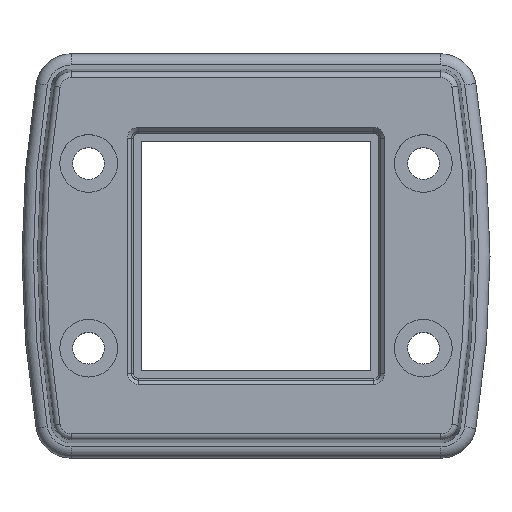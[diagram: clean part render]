
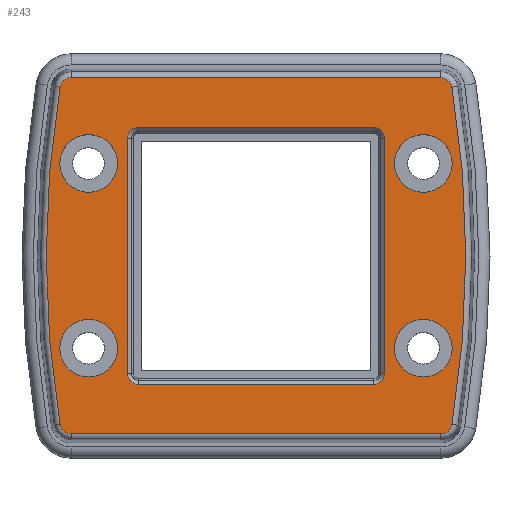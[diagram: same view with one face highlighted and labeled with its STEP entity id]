
A CAD part, top view. The second image highlights one B-rep face of the part: STEP entity #243.
In plain terms, the highlighted planar face has unit normal (0, 0, 1).
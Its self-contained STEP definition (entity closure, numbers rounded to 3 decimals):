
#93=B_SPLINE_CURVE_WITH_KNOTS('',3,(#3283,#3284,#3285,#3286,#3287,#3288),
 .UNSPECIFIED.,.F.,.F.,(4,2,4),(0.,0.5,1.),.UNSPECIFIED.);
#95=B_SPLINE_CURVE_WITH_KNOTS('',3,(#3407,#3408,#3409,#3410,#3411,#3412),
 .UNSPECIFIED.,.F.,.F.,(4,2,4),(0.,0.5,1.),.UNSPECIFIED.);
#97=B_SPLINE_CURVE_WITH_KNOTS('',3,(#3531,#3532,#3533,#3534,#3535,#3536),
 .UNSPECIFIED.,.F.,.F.,(4,2,4),(0.,0.5,1.),.UNSPECIFIED.);
#99=B_SPLINE_CURVE_WITH_KNOTS('',3,(#3655,#3656,#3657,#3658,#3659,#3660),
 .UNSPECIFIED.,.F.,.F.,(4,2,4),(0.,0.5,1.),.UNSPECIFIED.);
#120=FACE_BOUND('',#510,.T.);
#121=FACE_BOUND('',#511,.T.);
#122=FACE_BOUND('',#512,.T.);
#123=FACE_BOUND('',#513,.T.);
#124=FACE_BOUND('',#514,.T.);
#125=FACE_BOUND('',#515,.T.);
#165=PLANE('',#2158);
#243=ADVANCED_FACE('',(#120,#121,#122,#123,#124,#125),#165,.F.);
#510=EDGE_LOOP('',(#968,#969,#970,#971,#972,#973,#974,#975));
#511=EDGE_LOOP('',(#976));
#512=EDGE_LOOP('',(#977));
#513=EDGE_LOOP('',(#978));
#514=EDGE_LOOP('',(#979,#980,#981,#982,#983,#984,#985,#986));
#515=EDGE_LOOP('',(#987));
#654=CIRCLE('',#2136,178.85);
#660=CIRCLE('',#2146,178.85);
#662=CIRCLE('',#2150,5.);
#663=CIRCLE('',#2151,5.);
#664=CIRCLE('',#2152,5.);
#665=CIRCLE('',#2157,5.);
#712=ELLIPSE('',#2153,1.9,1.9);
#713=ELLIPSE('',#2154,1.9,1.9);
#714=ELLIPSE('',#2155,1.9,1.9);
#715=ELLIPSE('',#2156,1.9,1.9);
#968=ORIENTED_EDGE('',*,*,#1618,.F.);
#969=ORIENTED_EDGE('',*,*,#1616,.F.);
#970=ORIENTED_EDGE('',*,*,#1642,.F.);
#971=ORIENTED_EDGE('',*,*,#1640,.F.);
#972=ORIENTED_EDGE('',*,*,#1634,.F.);
#973=ORIENTED_EDGE('',*,*,#1632,.F.);
#974=ORIENTED_EDGE('',*,*,#1626,.F.);
#975=ORIENTED_EDGE('',*,*,#1624,.F.);
#976=ORIENTED_EDGE('',*,*,#1644,.F.);
#977=ORIENTED_EDGE('',*,*,#1645,.F.);
#978=ORIENTED_EDGE('',*,*,#1646,.F.);
#979=ORIENTED_EDGE('',*,*,#1647,.T.);
#980=ORIENTED_EDGE('',*,*,#1648,.T.);
#981=ORIENTED_EDGE('',*,*,#1649,.T.);
#982=ORIENTED_EDGE('',*,*,#1650,.T.);
#983=ORIENTED_EDGE('',*,*,#1651,.T.);
#984=ORIENTED_EDGE('',*,*,#1652,.T.);
#985=ORIENTED_EDGE('',*,*,#1653,.T.);
#986=ORIENTED_EDGE('',*,*,#1654,.T.);
#987=ORIENTED_EDGE('',*,*,#1655,.F.);
#1402=VERTEX_POINT('',#3282);
#1403=VERTEX_POINT('',#3289);
#1404=VERTEX_POINT('',#3322);
#1407=VERTEX_POINT('',#3413);
#1408=VERTEX_POINT('',#3446);
#1411=VERTEX_POINT('',#3537);
#1412=VERTEX_POINT('',#3570);
#1415=VERTEX_POINT('',#3661);
#1416=VERTEX_POINT('',#3698);
#1417=VERTEX_POINT('',#3700);
#1418=VERTEX_POINT('',#3702);
#1419=VERTEX_POINT('',#3704);
#1420=VERTEX_POINT('',#3705);
#1421=VERTEX_POINT('',#3707);
#1422=VERTEX_POINT('',#3709);
#1423=VERTEX_POINT('',#3711);
#1424=VERTEX_POINT('',#3713);
#1425=VERTEX_POINT('',#3715);
#1426=VERTEX_POINT('',#3717);
#1427=VERTEX_POINT('',#3720);
#1616=EDGE_CURVE('',#1402,#1403,#93,.T.);
#1618=EDGE_CURVE('',#1403,#1404,#1832,.T.);
#1624=EDGE_CURVE('',#1404,#1407,#95,.T.);
#1626=EDGE_CURVE('',#1407,#1408,#654,.T.);
#1632=EDGE_CURVE('',#1408,#1411,#97,.T.);
#1634=EDGE_CURVE('',#1411,#1412,#1838,.T.);
#1640=EDGE_CURVE('',#1412,#1415,#99,.T.);
#1642=EDGE_CURVE('',#1415,#1402,#660,.T.);
#1644=EDGE_CURVE('',#1416,#1416,#662,.T.);
#1645=EDGE_CURVE('',#1417,#1417,#663,.T.);
#1646=EDGE_CURVE('',#1418,#1418,#664,.T.);
#1647=EDGE_CURVE('',#1419,#1420,#1842,.T.);
#1648=EDGE_CURVE('',#1420,#1421,#712,.T.);
#1649=EDGE_CURVE('',#1421,#1422,#1843,.T.);
#1650=EDGE_CURVE('',#1422,#1423,#713,.T.);
#1651=EDGE_CURVE('',#1423,#1424,#1844,.T.);
#1652=EDGE_CURVE('',#1424,#1425,#714,.T.);
#1653=EDGE_CURVE('',#1425,#1426,#1845,.T.);
#1654=EDGE_CURVE('',#1426,#1419,#715,.T.);
#1655=EDGE_CURVE('',#1427,#1427,#665,.T.);
#1832=LINE('',#3321,#1970);
#1838=LINE('',#3569,#1976);
#1842=LINE('',#3703,#1980);
#1843=LINE('',#3708,#1981);
#1844=LINE('',#3712,#1982);
#1845=LINE('',#3716,#1983);
#1970=VECTOR('',#2499,1.);
#1976=VECTOR('',#2525,1.);
#1980=VECTOR('',#2551,1.);
#1981=VECTOR('',#2554,1.);
#1982=VECTOR('',#2557,1.);
#1983=VECTOR('',#2560,1.);
#2136=AXIS2_PLACEMENT_3D('',#3445,#2511,#2512);
#2146=AXIS2_PLACEMENT_3D('',#3693,#2537,#2538);
#2150=AXIS2_PLACEMENT_3D('',#3697,#2545,#2546);
#2151=AXIS2_PLACEMENT_3D('',#3699,#2547,#2548);
#2152=AXIS2_PLACEMENT_3D('',#3701,#2549,#2550);
#2153=AXIS2_PLACEMENT_3D('',#3706,#2552,#2553);
#2154=AXIS2_PLACEMENT_3D('',#3710,#2555,#2556);
#2155=AXIS2_PLACEMENT_3D('',#3714,#2558,#2559);
#2156=AXIS2_PLACEMENT_3D('',#3718,#2561,#2562);
#2157=AXIS2_PLACEMENT_3D('',#3719,#2563,#2564);
#2158=AXIS2_PLACEMENT_3D('',#3721,#2565,#2566);
#2499=DIRECTION('',(1.,0.,0.));
#2511=DIRECTION('',(0.,0.,-1.));
#2512=DIRECTION('',(0.987,0.163,0.));
#2525=DIRECTION('',(-1.,0.,0.));
#2537=DIRECTION('',(0.,0.,-1.));
#2538=DIRECTION('',(-0.987,-0.163,0.));
#2545=DIRECTION('',(0.,0.,1.));
#2546=DIRECTION('',(-1.,0.,0.));
#2547=DIRECTION('',(0.,0.,1.));
#2548=DIRECTION('',(-1.,0.,0.));
#2549=DIRECTION('',(0.,0.,1.));
#2550=DIRECTION('',(-1.,0.,0.));
#2551=DIRECTION('',(0.,-1.,0.));
#2552=DIRECTION('',(0.,0.,-1.));
#2553=DIRECTION('',(-0.707,0.707,0.));
#2554=DIRECTION('',(-1.,0.,0.));
#2555=DIRECTION('',(0.,0.,-1.));
#2556=DIRECTION('',(0.707,0.707,0.));
#2557=DIRECTION('',(0.,1.,0.));
#2558=DIRECTION('',(0.,0.,-1.));
#2559=DIRECTION('',(0.707,-0.707,0.));
#2560=DIRECTION('',(1.,0.,0.));
#2561=DIRECTION('',(0.,0.,-1.));
#2562=DIRECTION('',(-0.707,-0.707,0.));
#2563=DIRECTION('',(0.,0.,1.));
#2564=DIRECTION('',(-1.,0.,0.));
#2565=DIRECTION('',(0.,0.,-1.));
#2566=DIRECTION('',(0.681,-0.733,0.));
#3282=CARTESIAN_POINT('',(-33.95,29.204,19.6));
#3283=CARTESIAN_POINT('',(-33.95,29.204,19.6));
#3284=CARTESIAN_POINT('',(-33.874,29.664,19.6));
#3285=CARTESIAN_POINT('',(-33.635,30.085,19.6));
#3286=CARTESIAN_POINT('',(-32.924,30.685,19.6));
#3287=CARTESIAN_POINT('',(-32.474,30.85,19.6));
#3288=CARTESIAN_POINT('',(-32.009,30.85,19.6));
#3289=CARTESIAN_POINT('',(-32.009,30.85,19.6));
#3321=CARTESIAN_POINT('',(-32.009,30.85,19.6));
#3322=CARTESIAN_POINT('',(32.009,30.85,19.6));
#3407=CARTESIAN_POINT('',(32.009,30.85,19.6));
#3408=CARTESIAN_POINT('',(32.475,30.85,19.6));
#3409=CARTESIAN_POINT('',(32.929,30.684,19.6));
#3410=CARTESIAN_POINT('',(33.637,30.08,19.6));
#3411=CARTESIAN_POINT('',(33.874,29.663,19.6));
#3412=CARTESIAN_POINT('',(33.95,29.204,19.6));
#3413=CARTESIAN_POINT('',(33.95,29.204,19.6));
#3445=CARTESIAN_POINT('',(-142.5,0.,19.6));
#3446=CARTESIAN_POINT('',(33.95,-29.204,19.6));
#3531=CARTESIAN_POINT('',(33.95,-29.204,19.6));
#3532=CARTESIAN_POINT('',(33.874,-29.664,19.6));
#3533=CARTESIAN_POINT('',(33.635,-30.085,19.6));
#3534=CARTESIAN_POINT('',(32.924,-30.685,19.6));
#3535=CARTESIAN_POINT('',(32.474,-30.85,19.6));
#3536=CARTESIAN_POINT('',(32.009,-30.85,19.6));
#3537=CARTESIAN_POINT('',(32.009,-30.85,19.6));
#3569=CARTESIAN_POINT('',(32.009,-30.85,19.6));
#3570=CARTESIAN_POINT('',(-32.009,-30.85,19.6));
#3655=CARTESIAN_POINT('',(-32.009,-30.85,19.6));
#3656=CARTESIAN_POINT('',(-32.475,-30.85,19.6));
#3657=CARTESIAN_POINT('',(-32.929,-30.684,19.6));
#3658=CARTESIAN_POINT('',(-33.637,-30.08,19.6));
#3659=CARTESIAN_POINT('',(-33.874,-29.663,19.6));
#3660=CARTESIAN_POINT('',(-33.95,-29.204,19.6));
#3661=CARTESIAN_POINT('',(-33.95,-29.204,19.6));
#3693=CARTESIAN_POINT('',(142.5,0.,19.6));
#3697=CARTESIAN_POINT('',(29.,16.,19.6));
#3698=CARTESIAN_POINT('',(24.,16.,19.6));
#3699=CARTESIAN_POINT('',(-29.,-16.,19.6));
#3700=CARTESIAN_POINT('',(-34.,-16.,19.6));
#3701=CARTESIAN_POINT('',(29.,-16.,19.6));
#3702=CARTESIAN_POINT('',(24.,-16.,19.6));
#3703=CARTESIAN_POINT('',(22.267,20.368,19.6));
#3704=CARTESIAN_POINT('',(22.267,20.368,19.6));
#3705=CARTESIAN_POINT('',(22.267,-20.368,19.6));
#3706=CARTESIAN_POINT('',(20.367,-20.367,19.6));
#3707=CARTESIAN_POINT('',(20.368,-22.267,19.6));
#3708=CARTESIAN_POINT('',(20.368,-22.267,19.6));
#3709=CARTESIAN_POINT('',(-20.368,-22.267,19.6));
#3710=CARTESIAN_POINT('',(-20.367,-20.367,19.6));
#3711=CARTESIAN_POINT('',(-22.267,-20.368,19.6));
#3712=CARTESIAN_POINT('',(-22.267,-20.368,19.6));
#3713=CARTESIAN_POINT('',(-22.267,20.368,19.6));
#3714=CARTESIAN_POINT('',(-20.367,20.367,19.6));
#3715=CARTESIAN_POINT('',(-20.368,22.267,19.6));
#3716=CARTESIAN_POINT('',(-20.368,22.267,19.6));
#3717=CARTESIAN_POINT('',(20.368,22.267,19.6));
#3718=CARTESIAN_POINT('',(20.367,20.367,19.6));
#3719=CARTESIAN_POINT('',(-29.,16.,19.6));
#3720=CARTESIAN_POINT('',(-34.,16.,19.6));
#3721=CARTESIAN_POINT('',(-33.019,30.037,19.6));
